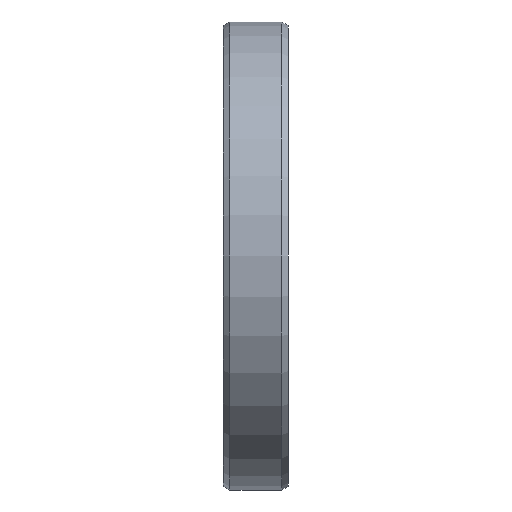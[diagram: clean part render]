
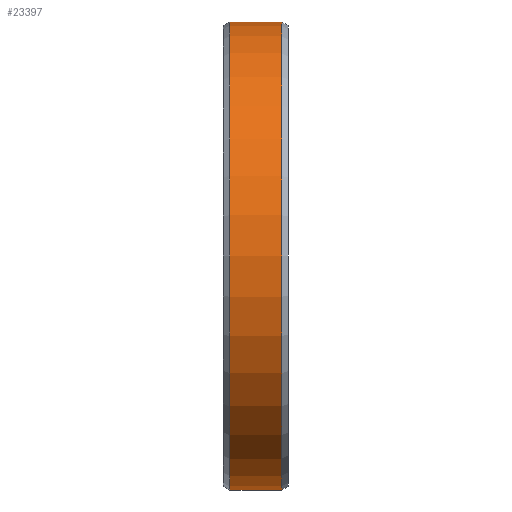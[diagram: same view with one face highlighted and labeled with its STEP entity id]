
A CAD part, left-side view. The second image highlights one B-rep face of the part: STEP entity #23397.
In plain terms, the highlighted cylindrical face has radius 36 mm (diameter 72 mm), a partial arc.
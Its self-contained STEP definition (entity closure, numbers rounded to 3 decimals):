
#22707=DIRECTION('',(0.,1.,0.));
#22708=VECTOR('',#22707,8.);
#22709=CARTESIAN_POINT('',(0.,-4.,-36.));
#22710=LINE('',#22709,#22708);
#22714=DIRECTION('',(0.,1.,0.));
#22715=VECTOR('',#22714,8.);
#22716=CARTESIAN_POINT('',(0.,-4.,36.));
#22717=LINE('',#22716,#22715);
#22721=CARTESIAN_POINT('',(0.,-4.,0.));
#22722=DIRECTION('',(0.,1.,0.));
#22723=DIRECTION('',(0.,0.,-1.));
#22724=AXIS2_PLACEMENT_3D('',#22721,#22722,#22723);
#22759=CARTESIAN_POINT('',(0.,4.,0.));
#22760=DIRECTION('',(0.,1.,0.));
#22761=DIRECTION('',(0.,0.,-1.));
#22762=AXIS2_PLACEMENT_3D('',#22759,#22760,#22761);
#22792=CARTESIAN_POINT('',(0.,-4.,-36.));
#22794=VERTEX_POINT('',#22792);
#22795=CARTESIAN_POINT('',(0.,4.,-36.));
#22796=VERTEX_POINT('',#22795);
#22824=CARTESIAN_POINT('',(0.,-4.,36.));
#22826=VERTEX_POINT('',#22824);
#22827=CARTESIAN_POINT('',(0.,4.,36.));
#22828=VERTEX_POINT('',#22827);
#23383=CARTESIAN_POINT('',(0.,37.776,0.));
#23384=DIRECTION('',(0.,-1.,0.));
#23385=DIRECTION('',(0.,0.,1.));
#23386=AXIS2_PLACEMENT_3D('',#23383,#23384,#23385);
#23387=CYLINDRICAL_SURFACE('',#23386,36.);
#23389=ORIENTED_EDGE('',*,*,#23388,.T.);
#23391=ORIENTED_EDGE('',*,*,#23390,.T.);
#23393=ORIENTED_EDGE('',*,*,#23392,.F.);
#23394=ORIENTED_EDGE('',*,*,#23369,.F.);
#23395=EDGE_LOOP('',(#23389,#23391,#23393,#23394));
#23396=FACE_OUTER_BOUND('',#23395,.F.);
#22725=CIRCLE('',#22724,36.);
#22763=CIRCLE('',#22762,36.);
#23369=EDGE_CURVE('',#22794,#22826,#22725,.T.);
#23388=EDGE_CURVE('',#22794,#22796,#22710,.T.);
#23390=EDGE_CURVE('',#22796,#22828,#22763,.T.);
#23392=EDGE_CURVE('',#22826,#22828,#22717,.T.);
#23397=ADVANCED_FACE('',(#23396),#23387,.T.);
